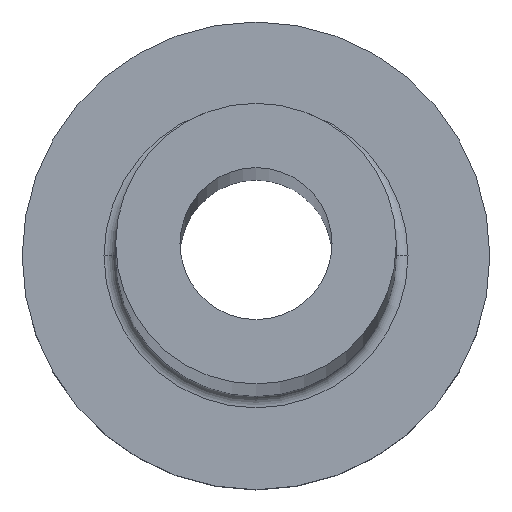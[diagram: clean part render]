
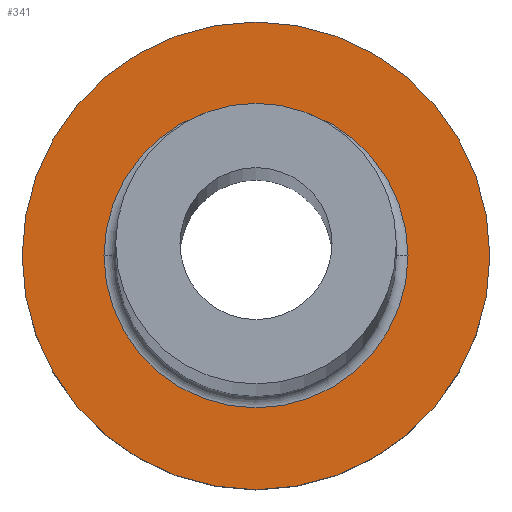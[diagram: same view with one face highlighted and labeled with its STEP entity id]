
A CAD part, top view. The second image highlights one B-rep face of the part: STEP entity #341.
In plain terms, the highlighted planar face has unit normal (0, 0, 1).
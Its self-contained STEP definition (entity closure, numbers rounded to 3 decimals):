
#4 = DIRECTION ( 'NONE',  ( 0., 0., 1. ) ) ;
#10 = CARTESIAN_POINT ( 'NONE',  ( -6.5, 0., 7. ) ) ;
#12 = DIRECTION ( 'NONE',  ( 1., 0., 0. ) ) ;
#18 = VERTEX_POINT ( 'NONE', #253 ) ;
#19 = CARTESIAN_POINT ( 'NONE',  ( 10., 0., 7. ) ) ;
#24 = CARTESIAN_POINT ( 'NONE',  ( 0., 0., 7. ) ) ;
#25 = ORIENTED_EDGE ( 'NONE', *, *, #295, .T. ) ;
#26 = VERTEX_POINT ( 'NONE', #10 ) ;
#40 = EDGE_LOOP ( 'NONE', ( #25, #189 ) ) ;
#53 = CARTESIAN_POINT ( 'NONE',  ( 0., 0., 7. ) ) ;
#83 = EDGE_CURVE ( 'NONE', #18, #132, #338, .T. ) ;
#87 = AXIS2_PLACEMENT_3D ( 'NONE', #211, #318, #270 ) ;
#128 = ORIENTED_EDGE ( 'NONE', *, *, #83, .T. ) ;
#132 = VERTEX_POINT ( 'NONE', #19 ) ;
#140 = FACE_OUTER_BOUND ( 'NONE', #303, .T. ) ;
#145 = ORIENTED_EDGE ( 'NONE', *, *, #305, .T. ) ;
#153 = DIRECTION ( 'NONE',  ( 1., 0., 0. ) ) ;
#160 = DIRECTION ( 'NONE',  ( 0., 0., 1. ) ) ;
#173 = PLANE ( 'NONE',  #286 ) ;
#188 = CARTESIAN_POINT ( 'NONE',  ( 0., 0., 7. ) ) ;
#189 = ORIENTED_EDGE ( 'NONE', *, *, #309, .T. ) ;
#193 = FACE_BOUND ( 'NONE', #40, .T. ) ;
#195 = CIRCLE ( 'NONE', #256, 6.5 ) ;
#197 = CARTESIAN_POINT ( 'NONE',  ( 6.5, 0., 7. ) ) ;
#207 = DIRECTION ( 'NONE',  ( 0., 0., 1. ) ) ;
#211 = CARTESIAN_POINT ( 'NONE',  ( 0., 0., 7. ) ) ;
#244 = AXIS2_PLACEMENT_3D ( 'NONE', #53, #207, #12 ) ;
#253 = CARTESIAN_POINT ( 'NONE',  ( -10., 0., 7. ) ) ;
#256 = AXIS2_PLACEMENT_3D ( 'NONE', #24, #296, #380 ) ;
#265 = AXIS2_PLACEMENT_3D ( 'NONE', #188, #160, #153 ) ;
#270 = DIRECTION ( 'NONE',  ( 1., 0., 0. ) ) ;
#286 = AXIS2_PLACEMENT_3D ( 'NONE', #302, #4, #354 ) ;
#295 = EDGE_CURVE ( 'NONE', #378, #26, #195, .T. ) ;
#296 = DIRECTION ( 'NONE',  ( 0., 0., -1. ) ) ;
#299 = CIRCLE ( 'NONE', #265, 10. ) ;
#302 = CARTESIAN_POINT ( 'NONE',  ( 0., 0., 7. ) ) ;
#303 = EDGE_LOOP ( 'NONE', ( #128, #145 ) ) ;
#305 = EDGE_CURVE ( 'NONE', #132, #18, #299, .T. ) ;
#309 = EDGE_CURVE ( 'NONE', #26, #378, #311, .T. ) ;
#311 = CIRCLE ( 'NONE', #87, 6.5 ) ;
#318 = DIRECTION ( 'NONE',  ( 0., 0., -1. ) ) ;
#338 = CIRCLE ( 'NONE', #244, 10. ) ;
#341 = ADVANCED_FACE ( 'NONE', ( #193, #140 ), #173, .T. ) ;
#354 = DIRECTION ( 'NONE',  ( 1., 0., 0. ) ) ;
#378 = VERTEX_POINT ( 'NONE', #197 ) ;
#380 = DIRECTION ( 'NONE',  ( 1., 0., 0. ) ) ;
